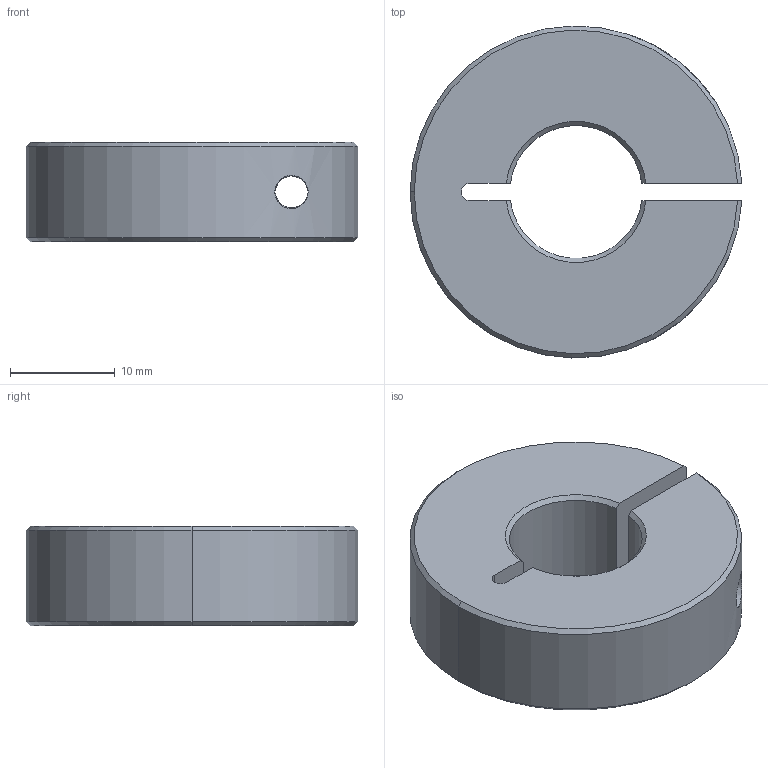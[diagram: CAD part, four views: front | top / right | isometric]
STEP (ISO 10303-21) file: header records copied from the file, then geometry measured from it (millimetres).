
FILE_DESCRIPTION((''),'2;1');
FILE_NAME('collar0500.stp','2001-12-07T20:22:15',('Administrator'),(''),'Autodesk Inventor (tm) 3.0','Autodesk Inventor (tm) 3.0','');
FILE_SCHEMA(('CONFIG_CONTROL_DESIGN'));
Length unit declared in the file: inch
Products named in the file (1): collar0500
Bounding box: 31.73 x 31.74 x 9.53 mm (x, y, z)
Volume: 5633.6 mm3; surface area: 3074 mm2
Topology: 1 solids, 1 shells, 26 faces, 67 edges, 44 vertices
Faces by surface type: cone 8, cylinder 7, plane 6, bspline 5
Entity records: 1010 total; most frequent: CARTESIAN_POINT 305, ORIENTED_EDGE 134, DIRECTION 121, EDGE_CURVE 67, AXIS2_PLACEMENT_3D 48, VERTEX_POINT 44, EDGE_LOOP 31, CIRCLE 26
